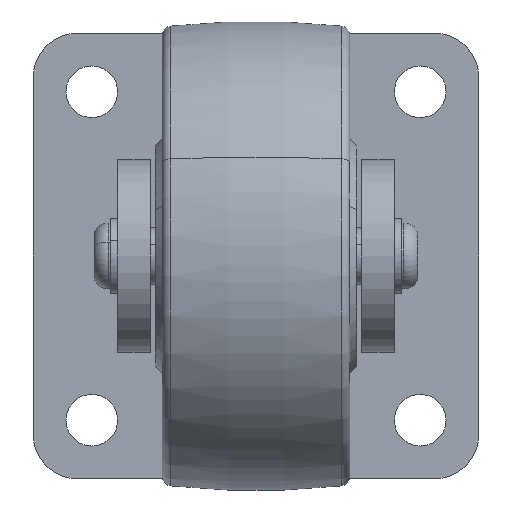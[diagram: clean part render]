
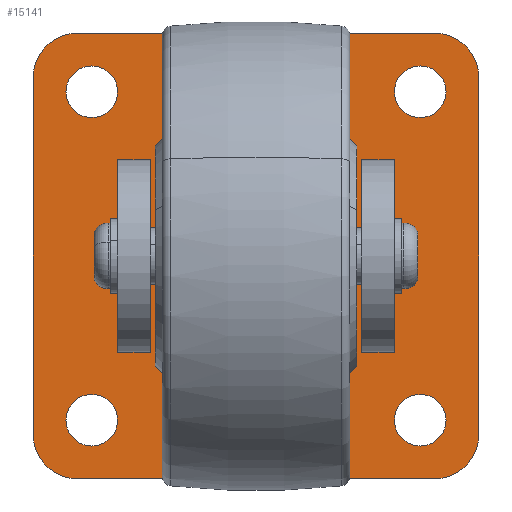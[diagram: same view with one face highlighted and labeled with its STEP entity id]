
A CAD part, front view. The second image highlights one B-rep face of the part: STEP entity #15141.
In plain terms, the highlighted planar face has unit normal (0, -1, 0).
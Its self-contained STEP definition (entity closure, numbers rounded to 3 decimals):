
#252 = DIRECTION ( 'NONE',  ( 0., 0., 1. ) ) ;
#302 = ORIENTED_EDGE ( 'NONE', *, *, #26718, .T. ) ;
#806 = VERTEX_POINT ( 'NONE', #16190 ) ;
#879 = ORIENTED_EDGE ( 'NONE', *, *, #11793, .T. ) ;
#885 = VERTEX_POINT ( 'NONE', #29053 ) ;
#1049 = AXIS2_PLACEMENT_3D ( 'NONE', #23870, #7951, #26535 ) ;
#1170 = VERTEX_POINT ( 'NONE', #5228 ) ;
#1434 = EDGE_LOOP ( 'NONE', ( #32931, #26477 ) ) ;
#1466 = ORIENTED_EDGE ( 'NONE', *, *, #3395, .F. ) ;
#1929 = VERTEX_POINT ( 'NONE', #33468 ) ;
#2539 = ORIENTED_EDGE ( 'NONE', *, *, #12726, .T. ) ;
#2610 = VECTOR ( 'NONE', #10609, 1000. ) ;
#2657 = EDGE_CURVE ( 'NONE', #26279, #885, #6042, .T. ) ;
#2771 = PLANE ( 'NONE',  #15237 ) ;
#2851 = CARTESIAN_POINT ( 'NONE',  ( -38., 0., 47.5 ) ) ;
#2957 = DIRECTION ( 'NONE',  ( 0., -1., 0. ) ) ;
#3101 = LINE ( 'NONE', #25841, #8530 ) ;
#3223 = CARTESIAN_POINT ( 'NONE',  ( 38., 0., 38. ) ) ;
#3395 = EDGE_CURVE ( 'NONE', #24528, #10625, #3101, .T. ) ;
#3505 = CARTESIAN_POINT ( 'NONE',  ( 47.5, 0., -38. ) ) ;
#3781 = CARTESIAN_POINT ( 'NONE',  ( 35., 0., 35. ) ) ;
#3869 = CARTESIAN_POINT ( 'NONE',  ( 38., 0., -47.5 ) ) ;
#3917 = CARTESIAN_POINT ( 'NONE',  ( -35., 0., 40.5 ) ) ;
#4182 = ORIENTED_EDGE ( 'NONE', *, *, #6928, .T. ) ;
#5123 = AXIS2_PLACEMENT_3D ( 'NONE', #10002, #28571, #12682 ) ;
#5155 = AXIS2_PLACEMENT_3D ( 'NONE', #22813, #6903, #25473 ) ;
#5228 = CARTESIAN_POINT ( 'NONE',  ( -38., 0., -47.5 ) ) ;
#5825 = AXIS2_PLACEMENT_3D ( 'NONE', #32135, #16258, #252 ) ;
#5914 = DIRECTION ( 'NONE',  ( 0., 0., 1. ) ) ;
#5935 = CARTESIAN_POINT ( 'NONE',  ( 47.5, 0., 38. ) ) ;
#6042 = LINE ( 'NONE', #26594, #14823 ) ;
#6043 = EDGE_CURVE ( 'NONE', #29887, #1929, #16784, .T. ) ;
#6217 = VECTOR ( 'NONE', #8047, 1000. ) ;
#6240 = VERTEX_POINT ( 'NONE', #3869 ) ;
#6473 = DIRECTION ( 'NONE',  ( 0., 0., 1. ) ) ;
#6903 = DIRECTION ( 'NONE',  ( 0., 1., 0. ) ) ;
#6928 = EDGE_CURVE ( 'NONE', #806, #16198, #24609, .T. ) ;
#7320 = EDGE_CURVE ( 'NONE', #25901, #9510, #7509, .T. ) ;
#7509 = CIRCLE ( 'NONE', #24439, 5.5 ) ;
#7757 = CARTESIAN_POINT ( 'NONE',  ( 35., 0., 29.5 ) ) ;
#7807 = CARTESIAN_POINT ( 'NONE',  ( -47.5, 0., -47.5 ) ) ;
#7951 = DIRECTION ( 'NONE',  ( 0., 1., 0. ) ) ;
#8047 = DIRECTION ( 'NONE',  ( -1., 0., 0. ) ) ;
#8145 = DIRECTION ( 'NONE',  ( 0., 1., 0. ) ) ;
#8174 = ORIENTED_EDGE ( 'NONE', *, *, #26859, .T. ) ;
#8224 = EDGE_CURVE ( 'NONE', #6240, #1170, #18699, .T. ) ;
#8530 = VECTOR ( 'NONE', #8788, 1000. ) ;
#8788 = DIRECTION ( 'NONE',  ( 0., 0., -1. ) ) ;
#8910 = EDGE_CURVE ( 'NONE', #24528, #885, #23655, .T. ) ;
#8914 = VERTEX_POINT ( 'NONE', #24497 ) ;
#8949 = AXIS2_PLACEMENT_3D ( 'NONE', #9422, #27996, #12080 ) ;
#9243 = ORIENTED_EDGE ( 'NONE', *, *, #32882, .T. ) ;
#9422 = CARTESIAN_POINT ( 'NONE',  ( -35., 0., 35. ) ) ;
#9510 = VERTEX_POINT ( 'NONE', #14977 ) ;
#9732 = DIRECTION ( 'NONE',  ( 0., 1., 0. ) ) ;
#10002 = CARTESIAN_POINT ( 'NONE',  ( 38., 0., -38. ) ) ;
#10043 = AXIS2_PLACEMENT_3D ( 'NONE', #30018, #14119, #32635 ) ;
#10271 = CIRCLE ( 'NONE', #12048, 9.5 ) ;
#10609 = DIRECTION ( 'NONE',  ( 0., 0., 1. ) ) ;
#10625 = VERTEX_POINT ( 'NONE', #3505 ) ;
#10788 = EDGE_CURVE ( 'NONE', #16198, #806, #25268, .T. ) ;
#10910 = CARTESIAN_POINT ( 'NONE',  ( -47.5, 0., -47.5 ) ) ;
#11507 = DIRECTION ( 'NONE',  ( 0., 1., 0. ) ) ;
#11678 = EDGE_LOOP ( 'NONE', ( #26108, #879, #31231, #18739, #1466, #28377, #33293, #9243 ) ) ;
#11793 = EDGE_CURVE ( 'NONE', #29887, #1170, #10271, .T. ) ;
#11992 = AXIS2_PLACEMENT_3D ( 'NONE', #25597, #9732, #28278 ) ;
#12048 = AXIS2_PLACEMENT_3D ( 'NONE', #18893, #2957, #21565 ) ;
#12080 = DIRECTION ( 'NONE',  ( 0., 0., 1. ) ) ;
#12299 = CIRCLE ( 'NONE', #10043, 5.5 ) ;
#12682 = DIRECTION ( 'NONE',  ( 0., 0., 1. ) ) ;
#12726 = EDGE_CURVE ( 'NONE', #23952, #20565, #21047, .T. ) ;
#12776 = DIRECTION ( 'NONE',  ( 0., -1., 0. ) ) ;
#14119 = DIRECTION ( 'NONE',  ( 0., 1., 0. ) ) ;
#14536 = CARTESIAN_POINT ( 'NONE',  ( -35., 0., -40.5 ) ) ;
#14639 = EDGE_CURVE ( 'NONE', #33770, #8914, #21672, .T. ) ;
#14823 = VECTOR ( 'NONE', #30454, 1000. ) ;
#14977 = CARTESIAN_POINT ( 'NONE',  ( 35., 0., -29.5 ) ) ;
#15031 = FACE_OUTER_BOUND ( 'NONE', #11678, .T. ) ;
#15141 = ADVANCED_FACE ( 'NONE', ( #22061, #22911, #15863, #29136, #15031 ), #2771, .F. ) ;
#15237 = AXIS2_PLACEMENT_3D ( 'NONE', #21408, #8145, #26745 ) ;
#15863 = FACE_BOUND ( 'NONE', #30398, .T. ) ;
#16190 = CARTESIAN_POINT ( 'NONE',  ( 35., 0., 40.5 ) ) ;
#16198 = VERTEX_POINT ( 'NONE', #7757 ) ;
#16258 = DIRECTION ( 'NONE',  ( 0., 1., 0. ) ) ;
#16784 = LINE ( 'NONE', #10910, #2610 ) ;
#16785 = CIRCLE ( 'NONE', #5825, 5.5 ) ;
#17589 = CIRCLE ( 'NONE', #32157, 9.5 ) ;
#17940 = ORIENTED_EDGE ( 'NONE', *, *, #7320, .T. ) ;
#18699 = LINE ( 'NONE', #7807, #6217 ) ;
#18739 = ORIENTED_EDGE ( 'NONE', *, *, #28043, .T. ) ;
#18893 = CARTESIAN_POINT ( 'NONE',  ( -38., 0., -38. ) ) ;
#20201 = CIRCLE ( 'NONE', #1049, 5.5 ) ;
#20565 = VERTEX_POINT ( 'NONE', #26732 ) ;
#21047 = CIRCLE ( 'NONE', #8949, 5.5 ) ;
#21408 = CARTESIAN_POINT ( 'NONE',  ( 0., 0., 0. ) ) ;
#21565 = DIRECTION ( 'NONE',  ( 0., 0., 1. ) ) ;
#21672 = CIRCLE ( 'NONE', #5155, 5.5 ) ;
#21845 = DIRECTION ( 'NONE',  ( 0., -1., 0. ) ) ;
#22061 = FACE_BOUND ( 'NONE', #27972, .T. ) ;
#22395 = DIRECTION ( 'NONE',  ( 0., 1., 0. ) ) ;
#22488 = AXIS2_PLACEMENT_3D ( 'NONE', #3223, #21845, #5914 ) ;
#22813 = CARTESIAN_POINT ( 'NONE',  ( -35., 0., -35. ) ) ;
#22869 = EDGE_LOOP ( 'NONE', ( #302, #17940 ) ) ;
#22911 = FACE_BOUND ( 'NONE', #1434, .T. ) ;
#23655 = CIRCLE ( 'NONE', #22488, 9.5 ) ;
#23870 = CARTESIAN_POINT ( 'NONE',  ( 35., 0., -35. ) ) ;
#23952 = VERTEX_POINT ( 'NONE', #3917 ) ;
#24439 = AXIS2_PLACEMENT_3D ( 'NONE', #27434, #11507, #30133 ) ;
#24497 = CARTESIAN_POINT ( 'NONE',  ( -35., 0., -29.5 ) ) ;
#24528 = VERTEX_POINT ( 'NONE', #5935 ) ;
#24609 = CIRCLE ( 'NONE', #11992, 5.5 ) ;
#25268 = CIRCLE ( 'NONE', #25822, 5.5 ) ;
#25473 = DIRECTION ( 'NONE',  ( 0., 0., 1. ) ) ;
#25597 = CARTESIAN_POINT ( 'NONE',  ( 35., 0., 35. ) ) ;
#25822 = AXIS2_PLACEMENT_3D ( 'NONE', #3781, #22395, #6473 ) ;
#25841 = CARTESIAN_POINT ( 'NONE',  ( 47.5, 0., -47.5 ) ) ;
#25901 = VERTEX_POINT ( 'NONE', #29185 ) ;
#26108 = ORIENTED_EDGE ( 'NONE', *, *, #6043, .F. ) ;
#26279 = VERTEX_POINT ( 'NONE', #2851 ) ;
#26477 = ORIENTED_EDGE ( 'NONE', *, *, #14639, .T. ) ;
#26535 = DIRECTION ( 'NONE',  ( 0., 0., 1. ) ) ;
#26594 = CARTESIAN_POINT ( 'NONE',  ( -47.5, 0., 47.5 ) ) ;
#26718 = EDGE_CURVE ( 'NONE', #9510, #25901, #20201, .T. ) ;
#26732 = CARTESIAN_POINT ( 'NONE',  ( -35., 0., 29.5 ) ) ;
#26745 = DIRECTION ( 'NONE',  ( 0., 0., 1. ) ) ;
#26859 = EDGE_CURVE ( 'NONE', #20565, #23952, #12299, .T. ) ;
#27434 = CARTESIAN_POINT ( 'NONE',  ( 35., 0., -35. ) ) ;
#27862 = ORIENTED_EDGE ( 'NONE', *, *, #10788, .T. ) ;
#27972 = EDGE_LOOP ( 'NONE', ( #2539, #8174 ) ) ;
#27996 = DIRECTION ( 'NONE',  ( 0., 1., 0. ) ) ;
#28043 = EDGE_CURVE ( 'NONE', #6240, #10625, #30977, .T. ) ;
#28278 = DIRECTION ( 'NONE',  ( 0., 0., 1. ) ) ;
#28377 = ORIENTED_EDGE ( 'NONE', *, *, #8910, .T. ) ;
#28571 = DIRECTION ( 'NONE',  ( 0., -1., 0. ) ) ;
#28673 = CARTESIAN_POINT ( 'NONE',  ( -38., 0., 38. ) ) ;
#29053 = CARTESIAN_POINT ( 'NONE',  ( 38., 0., 47.5 ) ) ;
#29136 = FACE_BOUND ( 'NONE', #22869, .T. ) ;
#29185 = CARTESIAN_POINT ( 'NONE',  ( 35., 0., -40.5 ) ) ;
#29887 = VERTEX_POINT ( 'NONE', #30294 ) ;
#30018 = CARTESIAN_POINT ( 'NONE',  ( -35., 0., 35. ) ) ;
#30133 = DIRECTION ( 'NONE',  ( 0., 0., 1. ) ) ;
#30294 = CARTESIAN_POINT ( 'NONE',  ( -47.5, 0., -38. ) ) ;
#30398 = EDGE_LOOP ( 'NONE', ( #4182, #27862 ) ) ;
#30454 = DIRECTION ( 'NONE',  ( 1., 0., 0. ) ) ;
#30977 = CIRCLE ( 'NONE', #5123, 9.5 ) ;
#31231 = ORIENTED_EDGE ( 'NONE', *, *, #8224, .F. ) ;
#31358 = DIRECTION ( 'NONE',  ( 0., 0., 1. ) ) ;
#31841 = EDGE_CURVE ( 'NONE', #8914, #33770, #16785, .T. ) ;
#32135 = CARTESIAN_POINT ( 'NONE',  ( -35., 0., -35. ) ) ;
#32157 = AXIS2_PLACEMENT_3D ( 'NONE', #28673, #12776, #31358 ) ;
#32635 = DIRECTION ( 'NONE',  ( 0., 0., 1. ) ) ;
#32882 = EDGE_CURVE ( 'NONE', #26279, #1929, #17589, .T. ) ;
#32931 = ORIENTED_EDGE ( 'NONE', *, *, #31841, .T. ) ;
#33293 = ORIENTED_EDGE ( 'NONE', *, *, #2657, .F. ) ;
#33468 = CARTESIAN_POINT ( 'NONE',  ( -47.5, 0., 38. ) ) ;
#33770 = VERTEX_POINT ( 'NONE', #14536 ) ;
